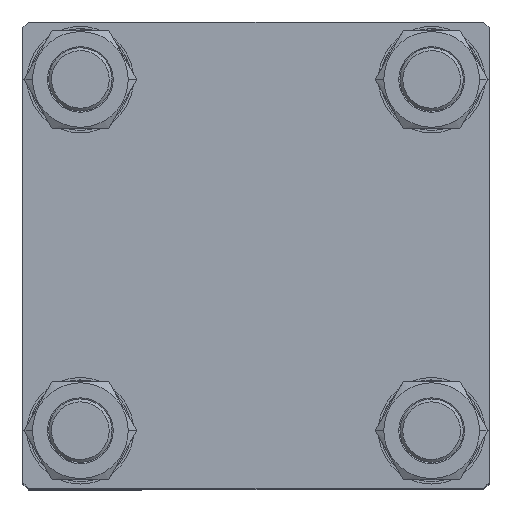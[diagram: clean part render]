
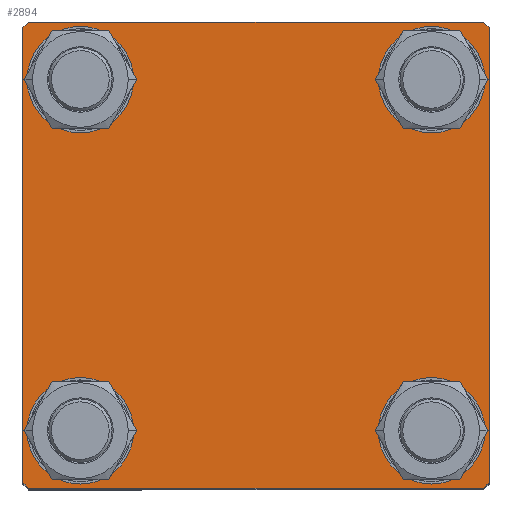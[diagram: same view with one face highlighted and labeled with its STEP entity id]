
A CAD part, top view. The second image highlights one B-rep face of the part: STEP entity #2894.
In plain terms, the highlighted face is planar.
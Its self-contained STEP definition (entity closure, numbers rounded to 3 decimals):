
#716 = DIRECTION ( 'NONE',  ( 0., 0., -1. ) ) ;
#720 = CARTESIAN_POINT ( 'NONE',  ( 0., 0., 0. ) ) ;
#723 = PLANE ( 'NONE',  #6682 ) ;
#726 = DIRECTION ( 'NONE',  ( -1., 0., 0. ) ) ;
#1690 = AXIS2_PLACEMENT_3D ( 'NONE', #3338, #3339, #3340 ) ;
#1693 = AXIS2_PLACEMENT_3D ( 'NONE', #3334, #3335, #3336 ) ;
#1694 = AXIS2_PLACEMENT_3D ( 'NONE', #3329, #3330, #3331 ) ;
#1695 = AXIS2_PLACEMENT_3D ( 'NONE', #3326, #3327, #3328 ) ;
#1710 = AXIS2_PLACEMENT_3D ( 'NONE', #2967, #2968, #2969 ) ;
#1712 = AXIS2_PLACEMENT_3D ( 'NONE', #4539, #4540, #4541 ) ;
#1716 = AXIS2_PLACEMENT_3D ( 'NONE', #4528, #4529, #4530 ) ;
#1720 = AXIS2_PLACEMENT_3D ( 'NONE', #4519, #4520, #4521 ) ;
#1775 = EDGE_CURVE ( 'NONE', #4587, #6040, #5059, .T. ) ;
#1779 = EDGE_CURVE ( 'NONE', #6000, #4678, #5185, .T. ) ;
#1783 = EDGE_CURVE ( 'NONE', #5186, #6026, #5326, .T. ) ;
#1787 = EDGE_CURVE ( 'NONE', #4774, #4636, #5420, .T. ) ;
#1819 = EDGE_CURVE ( 'NONE', #4998, #5342, #4881, .T. ) ;
#1823 = EDGE_CURVE ( 'NONE', #4627, #4721, #5201, .T. ) ;
#1825 = EDGE_CURVE ( 'NONE', #4988, #5067, #4970, .T. ) ;
#1828 = EDGE_CURVE ( 'NONE', #5477, #5429, #5161, .T. ) ;
#1831 = EDGE_CURVE ( 'NONE', #6040, #4587, #4948, .T. ) ;
#1832 = EDGE_CURVE ( 'NONE', #4678, #6000, #5183, .T. ) ;
#1833 = EDGE_CURVE ( 'NONE', #6026, #5186, #4944, .T. ) ;
#1834 = EDGE_CURVE ( 'NONE', #4636, #4774, #4934, .T. ) ;
#1835 = EDGE_CURVE ( 'NONE', #4998, #5429, #4940, .T. ) ;
#1836 = EDGE_CURVE ( 'NONE', #5477, #5067, #4952, .T. ) ;
#1837 = EDGE_CURVE ( 'NONE', #4988, #4721, #4929, .T. ) ;
#1838 = EDGE_CURVE ( 'NONE', #4627, #5342, #5181, .T. ) ;
#2894 = ADVANCED_FACE ( 'NONE', ( #4203, #4200, #4202, #4201, #4206 ), #723, .T. ) ;
#2967 = CARTESIAN_POINT ( 'NONE',  ( -61., 61., 0. ) ) ;
#2968 = DIRECTION ( 'NONE',  ( 0., 0., -1. ) ) ;
#2969 = DIRECTION ( 'NONE',  ( -1., 0., 0. ) ) ;
#3311 = CARTESIAN_POINT ( 'NONE',  ( -81., 81., 0. ) ) ;
#3313 = DIRECTION ( 'NONE',  ( -1., 0., 0. ) ) ;
#3316 = CARTESIAN_POINT ( 'NONE',  ( -81., -81., 0. ) ) ;
#3317 = DIRECTION ( 'NONE',  ( 0., -1., 0. ) ) ;
#3321 = CARTESIAN_POINT ( 'NONE',  ( -81., -81., 0. ) ) ;
#3322 = DIRECTION ( 'NONE',  ( 1., 0., 0. ) ) ;
#3326 = CARTESIAN_POINT ( 'NONE',  ( 61., 61., 0. ) ) ;
#3327 = DIRECTION ( 'NONE',  ( 0., 0., -1. ) ) ;
#3328 = DIRECTION ( 'NONE',  ( -1., 0., 0. ) ) ;
#3329 = CARTESIAN_POINT ( 'NONE',  ( 61., -61., 0. ) ) ;
#3330 = DIRECTION ( 'NONE',  ( 0., 0., -1. ) ) ;
#3331 = DIRECTION ( 'NONE',  ( -1., 0., 0. ) ) ;
#3332 = CARTESIAN_POINT ( 'NONE',  ( 80., -80., 0. ) ) ;
#3333 = DIRECTION ( 'NONE',  ( -0.707, -0.707, 0. ) ) ;
#3334 = CARTESIAN_POINT ( 'NONE',  ( -61., -61., 0. ) ) ;
#3335 = DIRECTION ( 'NONE',  ( 0., 0., -1. ) ) ;
#3336 = DIRECTION ( 'NONE',  ( -1., 0., 0. ) ) ;
#3337 = CARTESIAN_POINT ( 'NONE',  ( -80., -80., 0. ) ) ;
#3338 = CARTESIAN_POINT ( 'NONE',  ( -61., 61., 0. ) ) ;
#3339 = DIRECTION ( 'NONE',  ( 0., 0., -1. ) ) ;
#3340 = DIRECTION ( 'NONE',  ( -1., 0., 0. ) ) ;
#3342 = DIRECTION ( 'NONE',  ( -0.707, 0.707, 0. ) ) ;
#3343 = CARTESIAN_POINT ( 'NONE',  ( -80., 80., 0. ) ) ;
#3344 = DIRECTION ( 'NONE',  ( 0.707, 0.707, 0. ) ) ;
#3345 = CARTESIAN_POINT ( 'NONE',  ( 80., 80., 0. ) ) ;
#3346 = DIRECTION ( 'NONE',  ( 0.707, -0.707, 0. ) ) ;
#4200 = FACE_BOUND ( 'NONE', #6049, .T. ) ;
#4201 = FACE_BOUND ( 'NONE', #6051, .T. ) ;
#4202 = FACE_BOUND ( 'NONE', #6048, .T. ) ;
#4203 = FACE_BOUND ( 'NONE', #6054, .T. ) ;
#4206 = FACE_OUTER_BOUND ( 'NONE', #6052, .T. ) ;
#4519 = CARTESIAN_POINT ( 'NONE',  ( 61., 61., 0. ) ) ;
#4520 = DIRECTION ( 'NONE',  ( 0., 0., -1. ) ) ;
#4521 = DIRECTION ( 'NONE',  ( -1., 0., 0. ) ) ;
#4528 = CARTESIAN_POINT ( 'NONE',  ( 61., -61., 0. ) ) ;
#4529 = DIRECTION ( 'NONE',  ( 0., 0., -1. ) ) ;
#4530 = DIRECTION ( 'NONE',  ( -1., 0., 0. ) ) ;
#4539 = CARTESIAN_POINT ( 'NONE',  ( -61., -61., 0. ) ) ;
#4540 = DIRECTION ( 'NONE',  ( 0., 0., -1. ) ) ;
#4541 = DIRECTION ( 'NONE',  ( -1., 0., 0. ) ) ;
#4587 = VERTEX_POINT ( 'NONE', #7292 ) ;
#4627 = VERTEX_POINT ( 'NONE', #7306 ) ;
#4636 = VERTEX_POINT ( 'NONE', #7310 ) ;
#4678 = VERTEX_POINT ( 'NONE', #7341 ) ;
#4721 = VERTEX_POINT ( 'NONE', #7371 ) ;
#4774 = VERTEX_POINT ( 'NONE', #7398 ) ;
#4881 = LINE ( 'NONE', #6494, #5187 ) ;
#4919 = VECTOR ( 'NONE', #3346, 1000. ) ;
#4928 = VECTOR ( 'NONE', #3344, 1000. ) ;
#4929 = LINE ( 'NONE', #3343, #4928 ) ;
#4930 = VECTOR ( 'NONE', #3342, 1000. ) ;
#4931 = VECTOR ( 'NONE', #3333, 1000. ) ;
#4934 = CIRCLE ( 'NONE', #1690, 11.5 ) ;
#4940 = LINE ( 'NONE', #3332, #4931 ) ;
#4944 = CIRCLE ( 'NONE', #1693, 11.5 ) ;
#4948 = CIRCLE ( 'NONE', #1695, 11.5 ) ;
#4952 = LINE ( 'NONE', #3337, #4930 ) ;
#4954 = VECTOR ( 'NONE', #3322, 1000. ) ;
#4968 = VECTOR ( 'NONE', #3317, 1000. ) ;
#4970 = LINE ( 'NONE', #3316, #4968 ) ;
#4988 = VERTEX_POINT ( 'NONE', #7401 ) ;
#4998 = VERTEX_POINT ( 'NONE', #7416 ) ;
#5059 = CIRCLE ( 'NONE', #1720, 11.5 ) ;
#5067 = VERTEX_POINT ( 'NONE', #7421 ) ;
#5161 = LINE ( 'NONE', #3321, #4954 ) ;
#5181 = LINE ( 'NONE', #3345, #4919 ) ;
#5183 = CIRCLE ( 'NONE', #1694, 11.5 ) ;
#5185 = CIRCLE ( 'NONE', #1716, 11.5 ) ;
#5186 = VERTEX_POINT ( 'NONE', #7447 ) ;
#5187 = VECTOR ( 'NONE', #6500, 1000. ) ;
#5201 = LINE ( 'NONE', #3311, #5508 ) ;
#5326 = CIRCLE ( 'NONE', #1712, 11.5 ) ;
#5342 = VERTEX_POINT ( 'NONE', #7489 ) ;
#5420 = CIRCLE ( 'NONE', #1710, 11.5 ) ;
#5429 = VERTEX_POINT ( 'NONE', #7498 ) ;
#5477 = VERTEX_POINT ( 'NONE', #7499 ) ;
#5508 = VECTOR ( 'NONE', #3313, 1000. ) ;
#6000 = VERTEX_POINT ( 'NONE', #7503 ) ;
#6026 = VERTEX_POINT ( 'NONE', #7531 ) ;
#6040 = VERTEX_POINT ( 'NONE', #7545 ) ;
#6048 = EDGE_LOOP ( 'NONE', ( #6167, #6114 ) ) ;
#6049 = EDGE_LOOP ( 'NONE', ( #6169, #6168 ) ) ;
#6051 = EDGE_LOOP ( 'NONE', ( #6113, #6180 ) ) ;
#6052 = EDGE_LOOP ( 'NONE', ( #6179, #6178, #6177, #6176, #6175, #6174, #6173, #6104 ) ) ;
#6054 = EDGE_LOOP ( 'NONE', ( #6171, #6170 ) ) ;
#6104 = ORIENTED_EDGE ( 'NONE', *, *, #1838, .T. ) ;
#6113 = ORIENTED_EDGE ( 'NONE', *, *, #1834, .F. ) ;
#6114 = ORIENTED_EDGE ( 'NONE', *, *, #1783, .F. ) ;
#6167 = ORIENTED_EDGE ( 'NONE', *, *, #1833, .F. ) ;
#6168 = ORIENTED_EDGE ( 'NONE', *, *, #1779, .F. ) ;
#6169 = ORIENTED_EDGE ( 'NONE', *, *, #1832, .F. ) ;
#6170 = ORIENTED_EDGE ( 'NONE', *, *, #1775, .F. ) ;
#6171 = ORIENTED_EDGE ( 'NONE', *, *, #1831, .F. ) ;
#6173 = ORIENTED_EDGE ( 'NONE', *, *, #1823, .F. ) ;
#6174 = ORIENTED_EDGE ( 'NONE', *, *, #1837, .T. ) ;
#6175 = ORIENTED_EDGE ( 'NONE', *, *, #1825, .F. ) ;
#6176 = ORIENTED_EDGE ( 'NONE', *, *, #1836, .T. ) ;
#6177 = ORIENTED_EDGE ( 'NONE', *, *, #1828, .F. ) ;
#6178 = ORIENTED_EDGE ( 'NONE', *, *, #1835, .T. ) ;
#6179 = ORIENTED_EDGE ( 'NONE', *, *, #1819, .F. ) ;
#6180 = ORIENTED_EDGE ( 'NONE', *, *, #1787, .F. ) ;
#6494 = CARTESIAN_POINT ( 'NONE',  ( 81., -81., 0. ) ) ;
#6500 = DIRECTION ( 'NONE',  ( 0., 1., 0. ) ) ;
#6682 = AXIS2_PLACEMENT_3D ( 'NONE', #720, #716, #726 ) ;
#7292 = CARTESIAN_POINT ( 'NONE',  ( 72.5, 61., 0. ) ) ;
#7306 = CARTESIAN_POINT ( 'NONE',  ( 79., 81., 0. ) ) ;
#7310 = CARTESIAN_POINT ( 'NONE',  ( -72.5, 61., 0. ) ) ;
#7341 = CARTESIAN_POINT ( 'NONE',  ( 49.5, -61., 0. ) ) ;
#7371 = CARTESIAN_POINT ( 'NONE',  ( -79., 81., 0. ) ) ;
#7398 = CARTESIAN_POINT ( 'NONE',  ( -49.5, 61., 0. ) ) ;
#7401 = CARTESIAN_POINT ( 'NONE',  ( -81., 79., 0. ) ) ;
#7416 = CARTESIAN_POINT ( 'NONE',  ( 81., -79., 0. ) ) ;
#7421 = CARTESIAN_POINT ( 'NONE',  ( -81., -79., 0. ) ) ;
#7447 = CARTESIAN_POINT ( 'NONE',  ( -49.5, -61., 0. ) ) ;
#7489 = CARTESIAN_POINT ( 'NONE',  ( 81., 79., 0. ) ) ;
#7498 = CARTESIAN_POINT ( 'NONE',  ( 79., -81., 0. ) ) ;
#7499 = CARTESIAN_POINT ( 'NONE',  ( -79., -81., 0. ) ) ;
#7503 = CARTESIAN_POINT ( 'NONE',  ( 72.5, -61., 0. ) ) ;
#7531 = CARTESIAN_POINT ( 'NONE',  ( -72.5, -61., 0. ) ) ;
#7545 = CARTESIAN_POINT ( 'NONE',  ( 49.5, 61., 0. ) ) ;
